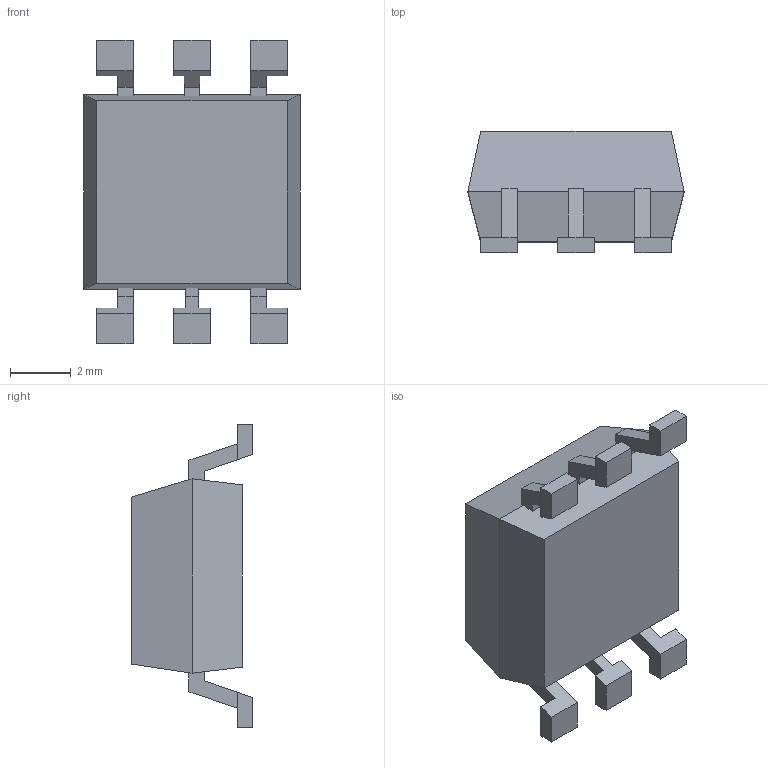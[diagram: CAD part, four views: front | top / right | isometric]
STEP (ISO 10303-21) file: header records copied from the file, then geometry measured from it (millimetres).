
FILE_DESCRIPTION(('STEP AP242'),'1');
FILE_NAME('20635.stp','2019-07-25T07:12:03',('TraceParts'),('TraceParts S.A.'),'Spatial InterOp 3D',' ',' ');
FILE_SCHEMA(('AP242_MANAGED_MODEL_BASED_3D_ENGINEERING_MIM_LF {1 0 10303 442 1 1 4}'));
Length unit declared in the file: millimetre
Products named in the file (1): 20635
Bounding box: 7.12 x 4 x 10 mm (x, y, z)
Volume: 155.1 mm3; surface area: 216.3 mm2
Topology: 1 solids, 1 shells, 72 faces, 206 edges, 136 vertices
Faces by surface type: plane 72
Entity records: 4609 total; most frequent: STYLED_ITEM 415, PRESENTATION_STYLE_ASSIGNMENT 415, CARTESIAN_POINT 415, COLOUR_RGB 415, ORIENTED_EDGE 412, DIRECTION 352, EDGE_CURVE 206, CURVE_STYLE 206
